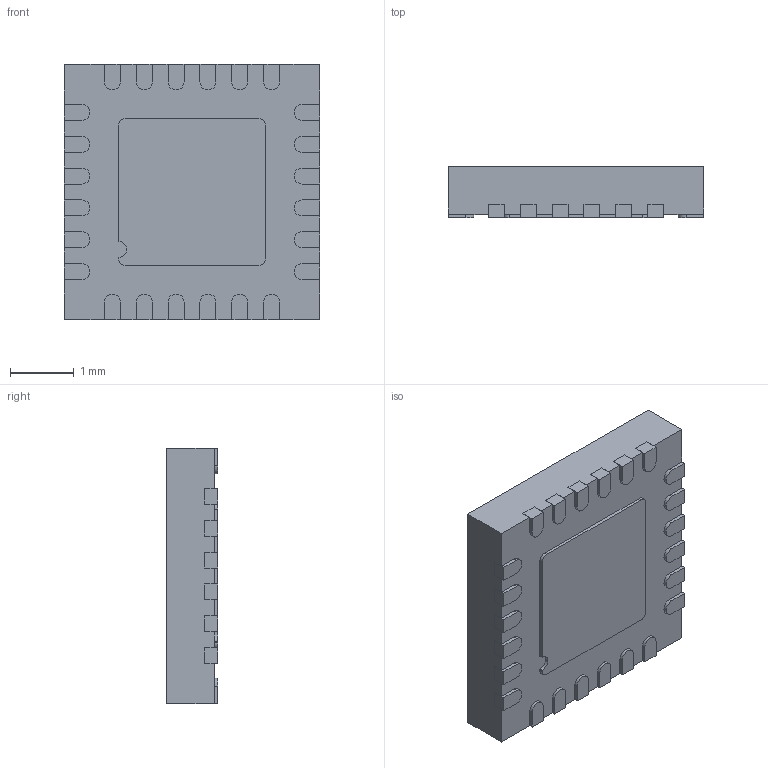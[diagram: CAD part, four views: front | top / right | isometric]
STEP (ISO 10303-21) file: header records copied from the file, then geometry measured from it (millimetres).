
FILE_DESCRIPTION (( 'STEP AP214' ), '1' );
FILE_NAME ('ADF4360-8BCPZRL7.STEP', '2023-06-15T13:38:29', ( '' ), ( '' ), 'SwSTEP 2.0', 'SolidWorks 2021', '' );
FILE_SCHEMA (( 'AUTOMOTIVE_DESIGN' ));
Length unit declared in the file: millimetre
Products named in the file (1): ADF4360-8BCPZRL7
Bounding box: 4 x 0.8 x 4 mm (x, y, z)
Volume: 12.4 mm3; surface area: 70.9 mm2
Topology: 27 solids, 27 shells, 288 faces, 696 edges, 464 vertices
Faces by surface type: plane 214, cylinder 74
Entity records: 8636 total; most frequent: CARTESIAN_POINT 1449, DIRECTION 1422, ORIENTED_EDGE 1392, EDGE_CURVE 696, VECTOR 548, LINE 548, VERTEX_POINT 464, AXIS2_PLACEMENT_3D 437
